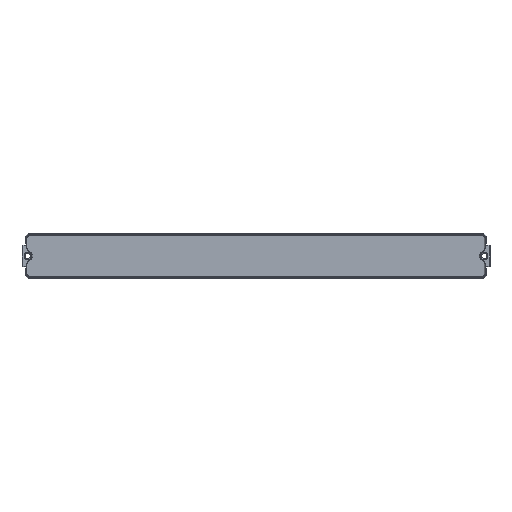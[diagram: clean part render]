
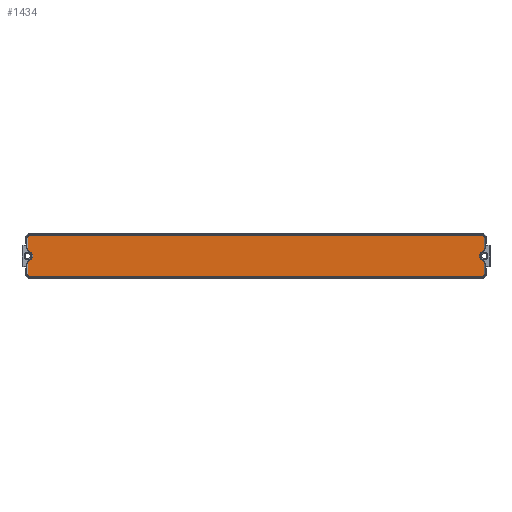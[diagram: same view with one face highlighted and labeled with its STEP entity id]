
A CAD part, top view. The second image highlights one B-rep face of the part: STEP entity #1434.
In plain terms, the highlighted planar face has unit normal (0, 0, 1).
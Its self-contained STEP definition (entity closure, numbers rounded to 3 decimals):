
#40=PLANE('',#1645);
#143=CIRCLE('',#1616,0.4);
#144=CIRCLE('',#1619,1.);
#145=CIRCLE('',#1621,1.25);
#146=CIRCLE('',#1623,1.);
#147=CIRCLE('',#1626,0.4);
#150=CIRCLE('',#1632,1.);
#151=CIRCLE('',#1634,1.25);
#152=CIRCLE('',#1636,1.);
#153=CIRCLE('',#1640,0.4);
#154=CIRCLE('',#1643,0.4);
#243=FACE_OUTER_BOUND('',#337,.T.);
#337=EDGE_LOOP('',(#1284,#1285,#1286,#1287,#1288,#1289,#1290,#1291,#1292,
#1293,#1294,#1295,#1296,#1297,#1298,#1299));
#433=LINE('',#2496,#533);
#437=LINE('',#2505,#537);
#442=LINE('',#2521,#542);
#449=LINE('',#2547,#549);
#451=LINE('',#2551,#551);
#453=LINE('',#2557,#553);
#533=VECTOR('',#2059,10.);
#537=VECTOR('',#2069,10.);
#542=VECTOR('',#2088,10.);
#549=VECTOR('',#2121,10.);
#551=VECTOR('',#2125,10.);
#553=VECTOR('',#2133,10.);
#660=VERTEX_POINT('',#2493);
#661=VERTEX_POINT('',#2495);
#662=VERTEX_POINT('',#2499);
#663=VERTEX_POINT('',#2503);
#664=VERTEX_POINT('',#2507);
#665=VERTEX_POINT('',#2511);
#666=VERTEX_POINT('',#2515);
#667=VERTEX_POINT('',#2519);
#668=VERTEX_POINT('',#2523);
#669=VERTEX_POINT('',#2531);
#670=VERTEX_POINT('',#2533);
#671=VERTEX_POINT('',#2537);
#672=VERTEX_POINT('',#2541);
#673=VERTEX_POINT('',#2545);
#674=VERTEX_POINT('',#2549);
#675=VERTEX_POINT('',#2553);
#851=EDGE_CURVE('',#661,#660,#433,.T.);
#854=EDGE_CURVE('',#660,#662,#143,.T.);
#856=EDGE_CURVE('',#662,#663,#437,.T.);
#858=EDGE_CURVE('',#663,#664,#144,.T.);
#860=EDGE_CURVE('',#664,#665,#145,.T.);
#862=EDGE_CURVE('',#665,#666,#146,.T.);
#864=EDGE_CURVE('',#666,#667,#442,.T.);
#866=EDGE_CURVE('',#667,#668,#147,.T.);
#870=EDGE_CURVE('',#670,#669,#150,.T.);
#873=EDGE_CURVE('',#669,#671,#151,.T.);
#875=EDGE_CURVE('',#671,#672,#152,.T.);
#877=EDGE_CURVE('',#672,#673,#449,.T.);
#879=EDGE_CURVE('',#668,#674,#451,.T.);
#881=EDGE_CURVE('',#674,#675,#153,.T.);
#882=EDGE_CURVE('',#675,#670,#453,.T.);
#883=EDGE_CURVE('',#673,#661,#154,.T.);
#1284=ORIENTED_EDGE('',*,*,#862,.T.);
#1285=ORIENTED_EDGE('',*,*,#864,.T.);
#1286=ORIENTED_EDGE('',*,*,#866,.T.);
#1287=ORIENTED_EDGE('',*,*,#879,.T.);
#1288=ORIENTED_EDGE('',*,*,#881,.T.);
#1289=ORIENTED_EDGE('',*,*,#882,.T.);
#1290=ORIENTED_EDGE('',*,*,#870,.T.);
#1291=ORIENTED_EDGE('',*,*,#873,.T.);
#1292=ORIENTED_EDGE('',*,*,#875,.T.);
#1293=ORIENTED_EDGE('',*,*,#877,.T.);
#1294=ORIENTED_EDGE('',*,*,#883,.T.);
#1295=ORIENTED_EDGE('',*,*,#851,.T.);
#1296=ORIENTED_EDGE('',*,*,#854,.T.);
#1297=ORIENTED_EDGE('',*,*,#856,.T.);
#1298=ORIENTED_EDGE('',*,*,#858,.T.);
#1299=ORIENTED_EDGE('',*,*,#860,.T.);
#1434=ADVANCED_FACE('',(#243),#40,.T.);
#1616=AXIS2_PLACEMENT_3D('',#2501,#2064,#2065);
#1619=AXIS2_PLACEMENT_3D('',#2509,#2073,#2074);
#1621=AXIS2_PLACEMENT_3D('',#2513,#2078,#2079);
#1623=AXIS2_PLACEMENT_3D('',#2517,#2083,#2084);
#1626=AXIS2_PLACEMENT_3D('',#2525,#2092,#2093);
#1632=AXIS2_PLACEMENT_3D('',#2534,#2105,#2106);
#1634=AXIS2_PLACEMENT_3D('',#2539,#2111,#2112);
#1636=AXIS2_PLACEMENT_3D('',#2543,#2116,#2117);
#1640=AXIS2_PLACEMENT_3D('',#2555,#2129,#2130);
#1643=AXIS2_PLACEMENT_3D('',#2559,#2136,#2137);
#1645=AXIS2_PLACEMENT_3D('',#2561,#2140,#2141);
#2059=DIRECTION('',(1.,0.,0.));
#2064=DIRECTION('center_axis',(0.,0.,
1.));
#2065=DIRECTION('ref_axis',(0.,-1.,0.));
#2069=DIRECTION('',(0.,1.,0.));
#2073=DIRECTION('center_axis',(0.,0.,
1.));
#2074=DIRECTION('ref_axis',(0.85,0.527,0.));
#2078=DIRECTION('center_axis',(0.,0.,
-1.));
#2079=DIRECTION('ref_axis',(-1.,0.,0.));
#2083=DIRECTION('center_axis',(0.,0.,
1.));
#2084=DIRECTION('ref_axis',(0.85,-0.527,0.));
#2088=DIRECTION('',(0.,1.,0.));
#2092=DIRECTION('center_axis',(0.,0.,
1.));
#2093=DIRECTION('ref_axis',(1.,0.,0.));
#2105=DIRECTION('center_axis',(0.,0.,
1.));
#2106=DIRECTION('ref_axis',(-0.85,-0.527,0.));
#2111=DIRECTION('center_axis',(0.,0.,
-1.));
#2112=DIRECTION('ref_axis',(-1.,0.,0.));
#2116=DIRECTION('center_axis',(0.,0.,
1.));
#2117=DIRECTION('ref_axis',(-0.85,0.527,0.));
#2121=DIRECTION('',(0.,-1.,0.));
#2125=DIRECTION('',(-1.,0.,0.));
#2129=DIRECTION('center_axis',(0.,0.,
1.));
#2130=DIRECTION('ref_axis',(0.,1.,0.));
#2133=DIRECTION('',(0.,-1.,0.));
#2136=DIRECTION('center_axis',(0.,0.,
1.));
#2137=DIRECTION('ref_axis',(-1.,0.,0.));
#2140=DIRECTION('center_axis',(0.,0.,
1.));
#2141=DIRECTION('ref_axis',(-1.,0.,0.));
#2493=CARTESIAN_POINT('',(122.,27.9,36.65));
#2495=CARTESIAN_POINT('',(4.,27.9,36.65));
#2496=CARTESIAN_POINT('',(92.5,27.9,36.65));
#2499=CARTESIAN_POINT('',(122.4,28.3,36.65));
#2501=CARTESIAN_POINT('Origin',(122.,28.3,36.65));
#2503=CARTESIAN_POINT('',(122.4,31.134,36.65));
#2505=CARTESIAN_POINT('',(122.4,32.525,36.65));
#2507=CARTESIAN_POINT('',(121.844,32.03,36.65));
#2509=CARTESIAN_POINT('Origin',(121.4,31.134,36.65));
#2511=CARTESIAN_POINT('',(121.844,34.27,36.65));
#2513=CARTESIAN_POINT('Origin',(122.4,33.15,36.65));
#2515=CARTESIAN_POINT('',(122.4,35.166,36.65));
#2517=CARTESIAN_POINT('Origin',(121.4,35.166,36.65));
#2519=CARTESIAN_POINT('',(122.4,38.,36.65));
#2521=CARTESIAN_POINT('',(122.4,35.575,36.65));
#2523=CARTESIAN_POINT('',(122.,38.4,36.65));
#2525=CARTESIAN_POINT('Origin',(122.,38.,36.65));
#2531=CARTESIAN_POINT('',(4.156,34.27,36.65));
#2533=CARTESIAN_POINT('',(3.6,35.166,36.65));
#2534=CARTESIAN_POINT('Origin',(4.6,35.166,36.65));
#2537=CARTESIAN_POINT('',(4.156,32.03,36.65));
#2539=CARTESIAN_POINT('Origin',(3.6,33.15,36.65));
#2541=CARTESIAN_POINT('',(3.6,31.134,36.65));
#2543=CARTESIAN_POINT('Origin',(4.6,31.134,36.65));
#2545=CARTESIAN_POINT('',(3.6,28.3,36.65));
#2547=CARTESIAN_POINT('',(3.6,30.725,36.65));
#2549=CARTESIAN_POINT('',(4.,38.4,36.65));
#2551=CARTESIAN_POINT('',(33.5,38.4,36.65));
#2553=CARTESIAN_POINT('',(3.6,38.,36.65));
#2555=CARTESIAN_POINT('Origin',(4.,38.,36.65));
#2557=CARTESIAN_POINT('',(3.6,33.775,36.65));
#2559=CARTESIAN_POINT('Origin',(4.,28.3,36.65));
#2561=CARTESIAN_POINT('Origin',(63.,33.15,36.65));
